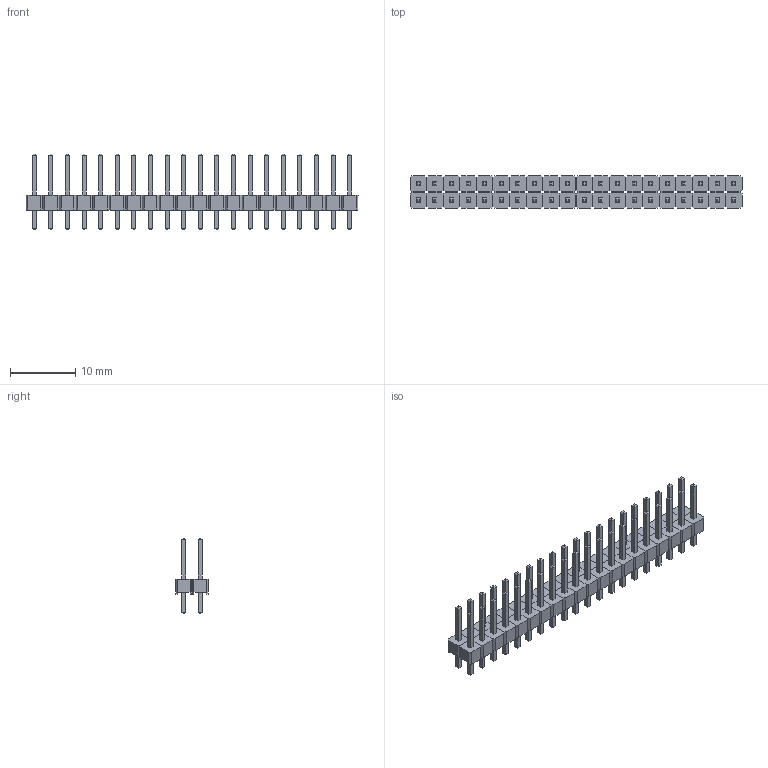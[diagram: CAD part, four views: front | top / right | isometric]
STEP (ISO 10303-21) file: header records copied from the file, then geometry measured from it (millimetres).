
FILE_DESCRIPTION(/* description */ (''),/* implementation_level */ '2;1');
FILE_NAME(/* name */ 'Header 2x20.step',/* time_stamp */ '2019-04-05T11:24:35+02:00',/* author */ (''),/* organization */ (''),/* preprocessor_version */ 'ST-DEVELOPER v17.2',/* originating_system */ 'Autodesk Translation Framework v7.6.0.251',/* authorisation */ '');
FILE_SCHEMA (('AUTOMOTIVE_DESIGN { 1 0 10303 214 3 1 1 }'));
Length unit declared in the file: millimetre
Products named in the file (3): (Nicht gespeichert); User Library-Header_Male_10Pin_BodyArray; User Library-Header_Male_10Pin_PinArray
Assembly tree (4 placements, depth 2):
  (Nicht gespeichert)
    User Library-Header_Male_10Pin_PinArray  x2
    User Library-Header_Male_10Pin_BodyArray  x2
Bounding box: 50.8 x 4.99 x 11.54 mm (x, y, z)
Volume: 658.5 mm3; surface area: 2720.5 mm2
Topology: 80 solids, 80 shells, 1280 faces, 2880 edges, 1760 vertices
Faces by surface type: plane 1280
Entity records: 25863 total; most frequent: CARTESIAN_POINT 4447, ORIENTED_EDGE 4320, DIRECTION 4094, LINE 2160, VECTOR 2160, EDGE_CURVE 2160, VERTEX_POINT 1320, EDGE_LOOP 1020
